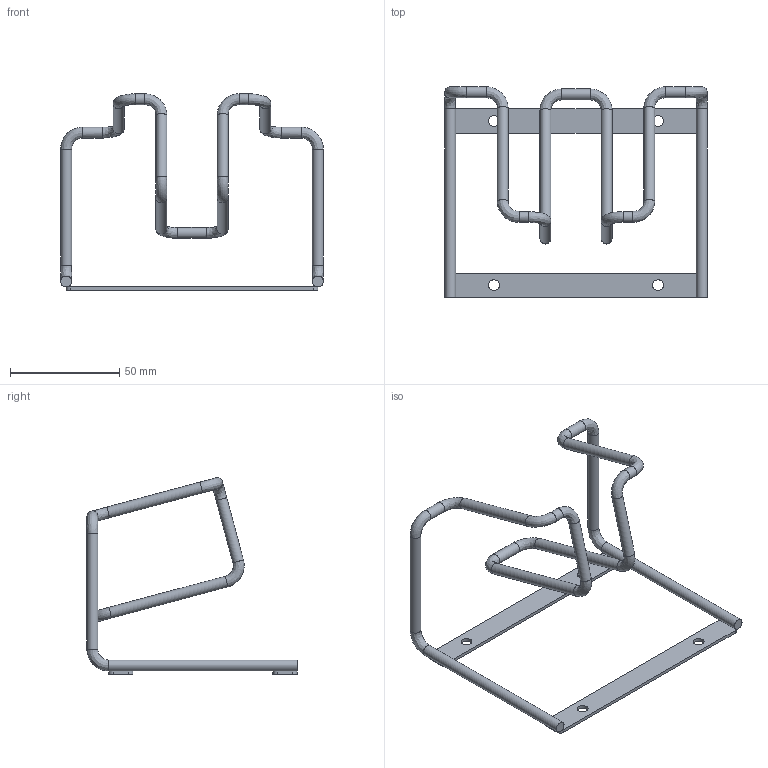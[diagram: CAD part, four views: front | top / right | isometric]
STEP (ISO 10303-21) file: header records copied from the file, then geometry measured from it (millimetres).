
FILE_DESCRIPTION (( 'STEP AP214' ), '1' );
FILE_NAME ('HT9Z-3PF1.STEP', '2021-02-25T07:42:37', ( '' ), ( '' ), 'SwSTEP 2.0', 'SolidWorks 2019', '' );
FILE_SCHEMA (( 'AUTOMOTIVE_DESIGN' ));
Length unit declared in the file: millimetre
Products named in the file (1): HT9Z-3PF1
Bounding box: 120 x 96 x 89.77 mm (x, y, z)
Volume: 18143.7 mm3; surface area: 17394.9 mm2
Topology: 3 solids, 3 shells, 55 faces, 141 edges, 92 vertices
Faces by surface type: cylinder 27, plane 14, bspline 14
Full cylindrical faces by diameter (mm): 5 x19
Entity records: 1708 total; most frequent: CARTESIAN_POINT 590, DIRECTION 224, ORIENTED_EDGE 172, AXIS2_PLACEMENT_3D 96, EDGE_LOOP 96, FACE_OUTER_BOUND 88, EDGE_CURVE 86, VERTEX_POINT 70
